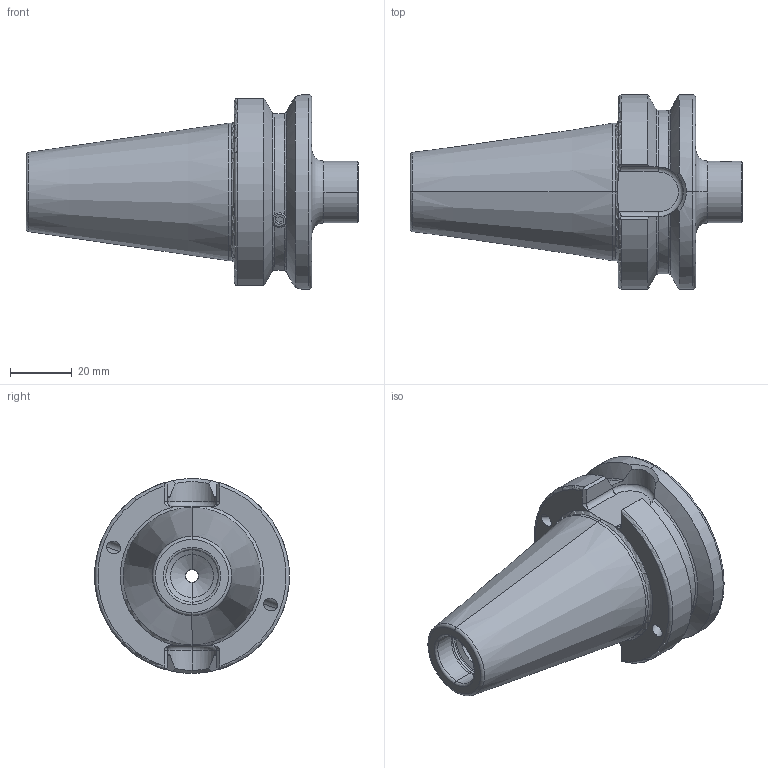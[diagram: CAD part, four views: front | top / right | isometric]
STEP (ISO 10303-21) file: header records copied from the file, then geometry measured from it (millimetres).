
FILE_DESCRIPTION (( 'STEP AP203' ), '1' );
FILE_NAME ('BB4-ST1.K01.042.STEP', '2016-02-12T09:47:44', ( 'SWIAdmin' ), ( 'Hewlett-Packard Company' ), 'SwSTEP 2.0', 'SolidWorks 2015', '' );
FILE_SCHEMA (( 'CONFIG_CONTROL_DESIGN' ));
Length unit declared in the file: millimetre
Products named in the file (4): ISO 4026 - M5 x 5_PreviewCfg; BB4-ST1.K01.042; BB4-ST1.K01.042_A_mit Bundk”lung; ST1-ER1.001.005_A
Assembly tree (3 placements, depth 2):
  BB4-ST1.K01.042
    BB4-ST1.K01.042_A_mit Bundk”lung
    ST1-ER1.001.005_A
    ISO 4026 - M5 x 5_PreviewCfg
Bounding box: 107.4 x 63 x 63 mm (x, y, z)
Volume: 128678.2 mm3; surface area: 23364.1 mm2
Topology: 3 solids, 3 shells, 172 faces, 427 edges, 260 vertices
Faces by surface type: cylinder 57, plane 45, torus 32, cone 32, bspline 6
Entity records: 6415 total; most frequent: CARTESIAN_POINT 2102, ORIENTED_EDGE 846, DIRECTION 788, EDGE_CURVE 423, AXIS2_PLACEMENT_3D 315, VERTEX_POINT 260, EDGE_LOOP 185, ADVANCED_FACE 172
